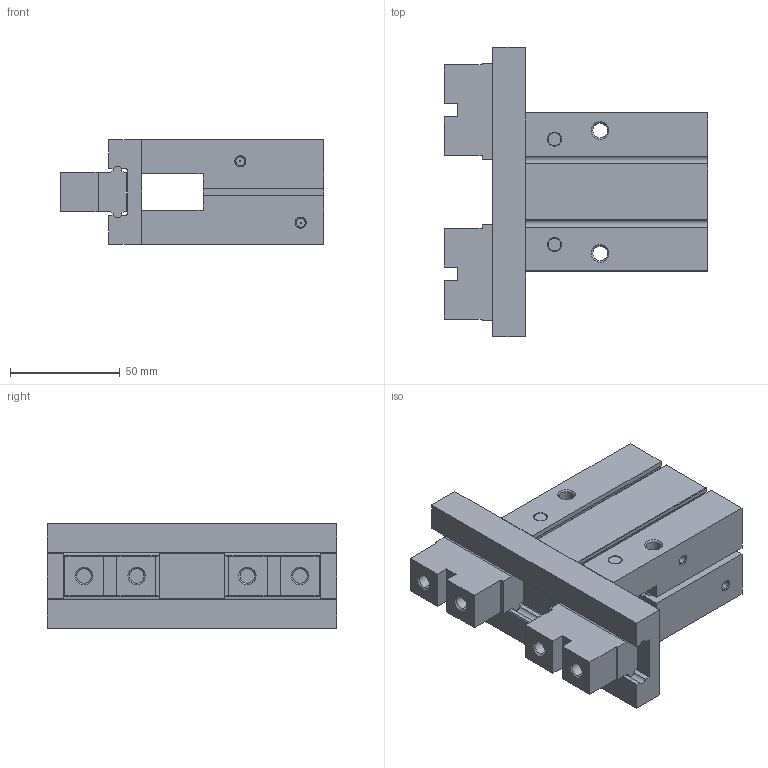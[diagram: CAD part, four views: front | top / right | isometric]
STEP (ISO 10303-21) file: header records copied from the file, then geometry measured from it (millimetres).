
FILE_DESCRIPTION (( 'STEP AP203' ), '1' );
FILE_NAME ('KP40MD-MB.step', '2017-07-18T20:23:00', ( '' ), ( '' ), 'SwSTEP 2.0', 'SolidWorks 2017', '' );
FILE_SCHEMA (( 'CONFIG_CONTROL_DESIGN' ));
Length unit declared in the file: millimetre
Products named in the file (4): KP40MD-MB-1; KP40MD-MB-2; KP40MD-MB-3; KP40MD-MB
Assembly tree (3 placements, depth 2):
  KP40MD-MB
    KP40MD-MB-1
    KP40MD-MB-2
    KP40MD-MB-3
Bounding box: 120 x 132 x 48 mm (x, y, z)
Volume: 342112.1 mm3; surface area: 68140.6 mm2
Topology: 3 solids, 3 shells, 243 faces, 609 edges, 388 vertices
Faces by surface type: plane 126, cylinder 63, cone 54
Entity records: 7759 total; most frequent: CARTESIAN_POINT 1540, ORIENTED_EDGE 1218, DIRECTION 1205, EDGE_CURVE 609, AXIS2_PLACEMENT_3D 445, VERTEX_POINT 388, LINE 315, VECTOR 315
